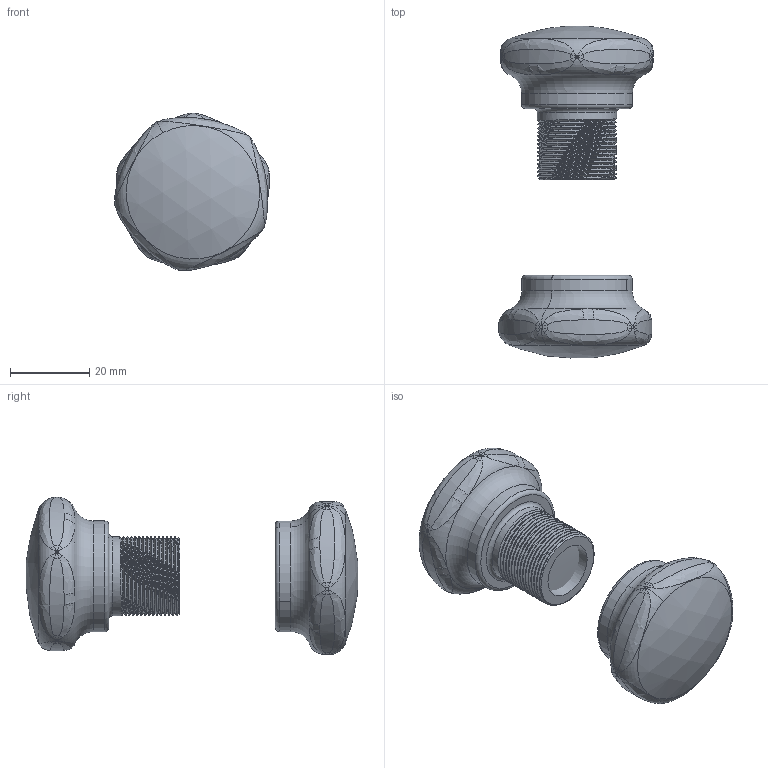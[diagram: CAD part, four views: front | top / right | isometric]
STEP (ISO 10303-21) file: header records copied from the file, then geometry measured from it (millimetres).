
FILE_DESCRIPTION(/* description */ (''),/* implementation_level */ '2;1');
FILE_NAME(/* name */ '102101.stp',/* time_stamp */ '2019-08-05T11:10:42+02:00',/* author */ ('DOMINIQUE'),/* organization */ (''),/* preprocessor_version */ 'ST-DEVELOPER v17.2',/* originating_system */ 'Autodesk Inventor 2019',/* authorisation */ '');
FILE_SCHEMA (('AUTOMOTIVE_DESIGN { 1 0 10303 214 3 1 1 }'));
Length unit declared in the file: millimetre
Products named in the file (3): 102101; 20139-F; 20139-M
Assembly tree (2 placements, depth 2):
  102101
    20139-F
    20139-M
Bounding box: 39.16 x 83.9 x 39.82 mm (x, y, z)
Volume: 33457.5 mm3; surface area: 11593.4 mm2
Topology: 2 solids, 2 shells, 248 faces, 648 edges, 417 vertices
Faces by surface type: bspline 131, cylinder 80, torus 22, plane 8, cone 5, sphere 2
Full cylindrical faces by diameter (mm): 20 x19, 28 x1
Entity records: 22327 total; most frequent: CARTESIAN_POINT 17011, ORIENTED_EDGE 1272, DIRECTION 788, EDGE_CURVE 636, VERTEX_POINT 395, AXIS2_PLACEMENT_3D 354, B_SPLINE_CURVE_WITH_KNOTS 336, EDGE_LOOP 251
